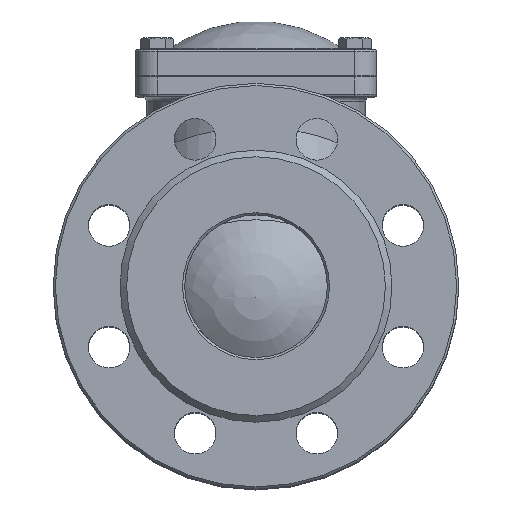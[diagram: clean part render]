
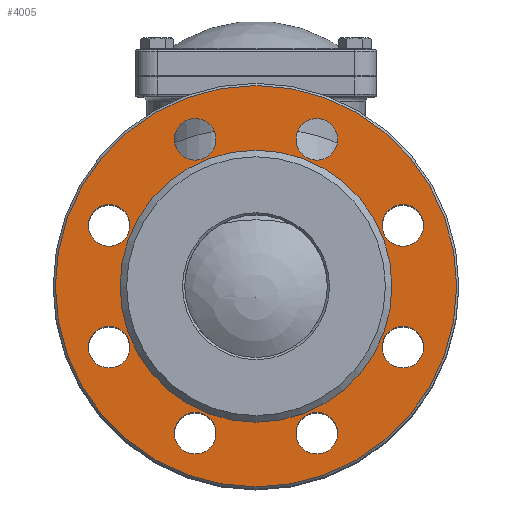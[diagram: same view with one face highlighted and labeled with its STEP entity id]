
A CAD part, top view. The second image highlights one B-rep face of the part: STEP entity #4005.
In plain terms, the highlighted planar face has unit normal (0, 0, 1).
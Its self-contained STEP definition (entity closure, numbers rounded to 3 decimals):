
#340=FACE_BOUND('',#1299,.T.);
#341=FACE_BOUND('',#1300,.T.);
#342=FACE_BOUND('',#1301,.T.);
#343=FACE_BOUND('',#1302,.T.);
#344=FACE_BOUND('',#1303,.T.);
#345=FACE_BOUND('',#1304,.T.);
#346=FACE_BOUND('',#1305,.T.);
#347=FACE_BOUND('',#1306,.T.);
#348=FACE_BOUND('',#1307,.T.);
#406=PLANE('',#4460);
#1020=FACE_OUTER_BOUND('',#1298,.T.);
#1298=EDGE_LOOP('',(#3484));
#1299=EDGE_LOOP('',(#3485));
#1300=EDGE_LOOP('',(#3486));
#1301=EDGE_LOOP('',(#3487));
#1302=EDGE_LOOP('',(#3488));
#1303=EDGE_LOOP('',(#3489));
#1304=EDGE_LOOP('',(#3490));
#1305=EDGE_LOOP('',(#3491));
#1306=EDGE_LOOP('',(#3492));
#1307=EDGE_LOOP('',(#3493));
#1529=CIRCLE('',#4459,91.5);
#1530=CIRCLE('',#4461,62.);
#1531=CIRCLE('',#4462,9.5);
#1532=CIRCLE('',#4463,9.5);
#1533=CIRCLE('',#4464,9.5);
#1534=CIRCLE('',#4465,9.5);
#1535=CIRCLE('',#4466,9.5);
#1536=CIRCLE('',#4467,9.5);
#1537=CIRCLE('',#4468,9.5);
#1538=CIRCLE('',#4469,9.5);
#1880=VERTEX_POINT('',#8540);
#1881=VERTEX_POINT('',#8544);
#1882=VERTEX_POINT('',#8546);
#1883=VERTEX_POINT('',#8548);
#1884=VERTEX_POINT('',#8550);
#1885=VERTEX_POINT('',#8552);
#1886=VERTEX_POINT('',#8554);
#1887=VERTEX_POINT('',#8556);
#1888=VERTEX_POINT('',#8558);
#1889=VERTEX_POINT('',#8560);
#2421=EDGE_CURVE('',#1880,#1880,#1529,.T.);
#2422=EDGE_CURVE('',#1881,#1881,#1530,.T.);
#2423=EDGE_CURVE('',#1882,#1882,#1531,.T.);
#2424=EDGE_CURVE('',#1883,#1883,#1532,.T.);
#2425=EDGE_CURVE('',#1884,#1884,#1533,.T.);
#2426=EDGE_CURVE('',#1885,#1885,#1534,.T.);
#2427=EDGE_CURVE('',#1886,#1886,#1535,.T.);
#2428=EDGE_CURVE('',#1887,#1887,#1536,.T.);
#2429=EDGE_CURVE('',#1888,#1888,#1537,.T.);
#2430=EDGE_CURVE('',#1889,#1889,#1538,.T.);
#3484=ORIENTED_EDGE('',*,*,#2421,.F.);
#3485=ORIENTED_EDGE('',*,*,#2422,.F.);
#3486=ORIENTED_EDGE('',*,*,#2423,.F.);
#3487=ORIENTED_EDGE('',*,*,#2424,.F.);
#3488=ORIENTED_EDGE('',*,*,#2425,.F.);
#3489=ORIENTED_EDGE('',*,*,#2426,.F.);
#3490=ORIENTED_EDGE('',*,*,#2427,.F.);
#3491=ORIENTED_EDGE('',*,*,#2428,.F.);
#3492=ORIENTED_EDGE('',*,*,#2429,.F.);
#3493=ORIENTED_EDGE('',*,*,#2430,.F.);
#4005=ADVANCED_FACE('',(#1020,#340,#341,#342,#343,#344,#345,#346,#347,#348),
#406,.F.);
#4459=AXIS2_PLACEMENT_3D('',#8542,#5359,#5360);
#4460=AXIS2_PLACEMENT_3D('',#8543,#5361,#5362);
#4461=AXIS2_PLACEMENT_3D('',#8545,#5363,#5364);
#4462=AXIS2_PLACEMENT_3D('',#8547,#5365,#5366);
#4463=AXIS2_PLACEMENT_3D('',#8549,#5367,#5368);
#4464=AXIS2_PLACEMENT_3D('',#8551,#5369,#5370);
#4465=AXIS2_PLACEMENT_3D('',#8553,#5371,#5372);
#4466=AXIS2_PLACEMENT_3D('',#8555,#5373,#5374);
#4467=AXIS2_PLACEMENT_3D('',#8557,#5375,#5376);
#4468=AXIS2_PLACEMENT_3D('',#8559,#5377,#5378);
#4469=AXIS2_PLACEMENT_3D('',#8561,#5379,#5380);
#5359=DIRECTION('center_axis',(0.,0.,-1.));
#5360=DIRECTION('ref_axis',(1.,0.,0.));
#5361=DIRECTION('center_axis',(0.,0.,-1.));
#5362=DIRECTION('ref_axis',(-1.,0.,0.));
#5363=DIRECTION('center_axis',(0.,0.,1.));
#5364=DIRECTION('ref_axis',(-1.,0.,0.));
#5365=DIRECTION('center_axis',(0.,0.,1.));
#5366=DIRECTION('ref_axis',(1.,0.,0.));
#5367=DIRECTION('center_axis',(0.,0.,1.));
#5368=DIRECTION('ref_axis',(1.,0.,0.));
#5369=DIRECTION('center_axis',(0.,0.,1.));
#5370=DIRECTION('ref_axis',(1.,0.,0.));
#5371=DIRECTION('center_axis',(0.,0.,1.));
#5372=DIRECTION('ref_axis',(1.,0.,0.));
#5373=DIRECTION('center_axis',(0.,0.,1.));
#5374=DIRECTION('ref_axis',(1.,0.,0.));
#5375=DIRECTION('center_axis',(0.,0.,1.));
#5376=DIRECTION('ref_axis',(1.,0.,0.));
#5377=DIRECTION('center_axis',(0.,0.,1.));
#5378=DIRECTION('ref_axis',(1.,0.,0.));
#5379=DIRECTION('center_axis',(0.,0.,1.));
#5380=DIRECTION('ref_axis',(1.,0.,0.));
#8540=CARTESIAN_POINT('',(-91.5,0.,117.));
#8542=CARTESIAN_POINT('Origin',(0.,0.,117.));
#8543=CARTESIAN_POINT('Origin',(0.,0.,117.));
#8544=CARTESIAN_POINT('',(62.,0.,117.));
#8545=CARTESIAN_POINT('Origin',(0.,0.,117.));
#8546=CARTESIAN_POINT('',(-37.245,-66.981,117.));
#8547=CARTESIAN_POINT('Origin',(-27.745,-66.981,117.));
#8548=CARTESIAN_POINT('',(18.245,-66.981,117.));
#8549=CARTESIAN_POINT('Origin',(27.745,-66.981,117.));
#8550=CARTESIAN_POINT('',(57.481,-27.745,117.));
#8551=CARTESIAN_POINT('Origin',(66.981,-27.745,117.));
#8552=CARTESIAN_POINT('',(57.481,27.745,117.));
#8553=CARTESIAN_POINT('Origin',(66.981,27.745,117.));
#8554=CARTESIAN_POINT('',(18.245,66.981,117.));
#8555=CARTESIAN_POINT('Origin',(27.745,66.981,117.));
#8556=CARTESIAN_POINT('',(-37.245,66.981,117.));
#8557=CARTESIAN_POINT('Origin',(-27.745,66.981,117.));
#8558=CARTESIAN_POINT('',(-76.481,27.745,117.));
#8559=CARTESIAN_POINT('Origin',(-66.981,27.745,117.));
#8560=CARTESIAN_POINT('',(-76.481,-27.745,117.));
#8561=CARTESIAN_POINT('Origin',(-66.981,-27.745,117.));
